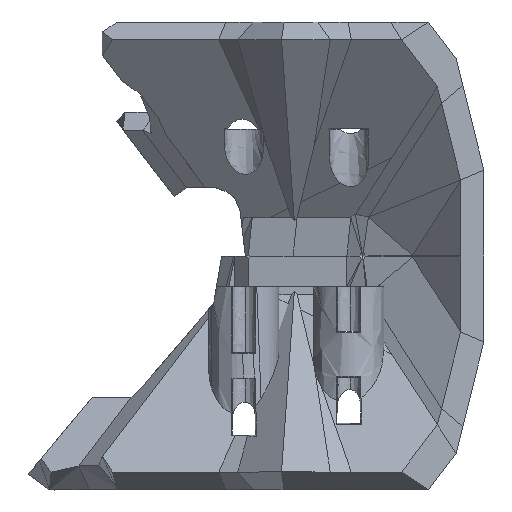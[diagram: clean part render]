
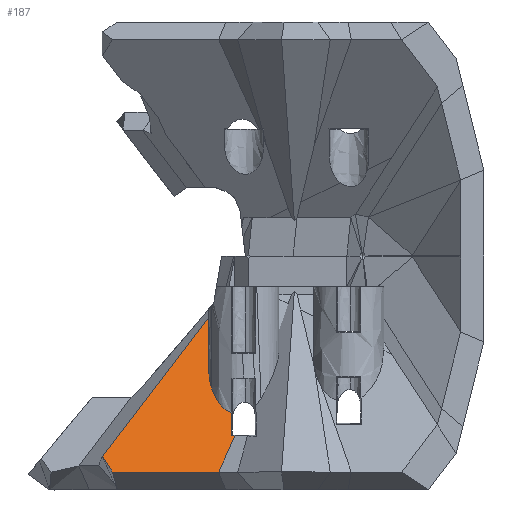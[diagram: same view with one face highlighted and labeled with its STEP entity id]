
A CAD part, top view. The second image highlights one B-rep face of the part: STEP entity #187.
In plain terms, the highlighted planar face has unit normal (-0.068, 0.577, 0.814).
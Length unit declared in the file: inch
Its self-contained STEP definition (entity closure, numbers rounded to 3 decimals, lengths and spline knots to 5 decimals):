
#187=ADVANCED_FACE('',(#445),#3984,.T.);
#445=FACE_OUTER_BOUND('',#704,.T.);
#704=EDGE_LOOP('',(#1677,#1678,#1679,#1680,#1681,#1682,#1683,#1684,#1685));
#1677=ORIENTED_EDGE('',*,*,#2648,.F.);
#1678=ORIENTED_EDGE('',*,*,#2567,.F.);
#1679=ORIENTED_EDGE('',*,*,#2645,.T.);
#1680=ORIENTED_EDGE('',*,*,#2647,.T.);
#1681=ORIENTED_EDGE('',*,*,#2306,.T.);
#1682=ORIENTED_EDGE('',*,*,#2308,.F.);
#1683=ORIENTED_EDGE('',*,*,#2646,.T.);
#1684=ORIENTED_EDGE('',*,*,#2205,.T.);
#1685=ORIENTED_EDGE('',*,*,#2182,.T.);
#2182=EDGE_CURVE('',#3546,#3545,#2902,.T.);
#2205=EDGE_CURVE('',#3565,#3546,#2924,.T.);
#2306=EDGE_CURVE('',#3630,#3631,#3022,.T.);
#2308=EDGE_CURVE('',#3632,#3631,#3024,.T.);
#2567=EDGE_CURVE('',#3811,#3809,#2866,.T.);
#2645=EDGE_CURVE('',#3811,#3844,#3343,.T.);
#2646=EDGE_CURVE('',#3632,#3565,#3344,.T.);
#2647=EDGE_CURVE('',#3844,#3630,#3345,.T.);
#2648=EDGE_CURVE('',#3809,#3545,#2873,.T.);
#2866=(
BOUNDED_CURVE()
B_SPLINE_CURVE(3,(#9412,#9413,#9414,#9415,#9416,#9417,#9418),
 .UNSPECIFIED.,.F.,.F.)
B_SPLINE_CURVE_WITH_KNOTS((4,3,4),(-0.47031,-0.42272,
-0.42127),.UNSPECIFIED.)
CURVE()
GEOMETRIC_REPRESENTATION_ITEM()
RATIONAL_B_SPLINE_CURVE((1.,1.,1.,1.,1.,1.,1.))
REPRESENTATION_ITEM('')
);
#2873=(
BOUNDED_CURVE()
B_SPLINE_CURVE(3,(#9720,#9721,#9722,#9723,#9724,#9725),.UNSPECIFIED.,.F.,
 .F.)
B_SPLINE_CURVE_WITH_KNOTS((4,2,4),(-0.42127,-0.35763,
-0.34149),.UNSPECIFIED.)
CURVE()
GEOMETRIC_REPRESENTATION_ITEM()
RATIONAL_B_SPLINE_CURVE((1.,1.,1.,1.,1.,1.))
REPRESENTATION_ITEM('')
);
#2902=B_SPLINE_CURVE_WITH_KNOTS('',3,(#7428,#7429,#7430,#7431),
 .UNSPECIFIED.,.F.,.F.,(4,4),(0.35803,0.41514),
 .UNSPECIFIED.);
#2924=B_SPLINE_CURVE_WITH_KNOTS('',3,(#7640,#7641,#7642,#7643),
 .UNSPECIFIED.,.F.,.F.,(4,4),(-0.00755,0.),.UNSPECIFIED.);
#3022=B_SPLINE_CURVE_WITH_KNOTS('',1,(#8377,#8378),.UNSPECIFIED.,.F.,.F.,
(2,2),(-0.82692,-0.78147),.UNSPECIFIED.);
#3024=B_SPLINE_CURVE_WITH_KNOTS('',1,(#8381,#8382),.UNSPECIFIED.,.F.,.F.,
(2,2),(0.55981,0.78147),.UNSPECIFIED.);
#3343=B_SPLINE_CURVE_WITH_KNOTS('',3,(#9696,#9697,#9698,#9699,#9700,#9701,
#9702),.UNSPECIFIED.,.F.,.F.,(4,3,4),(0.,0.00062,0.13074),
 .UNSPECIFIED.);
#3344=B_SPLINE_CURVE_WITH_KNOTS('',3,(#9703,#9704,#9705,#9706,#9707,#9708,
#9709),.UNSPECIFIED.,.F.,.F.,(4,3,4),(-0.00398,0.,0.09107),
 .UNSPECIFIED.);
#3345=B_SPLINE_CURVE_WITH_KNOTS('',3,(#9710,#9711,#9712,#9713,#9714,#9715,
#9716,#9717,#9718,#9719),.UNSPECIFIED.,.F.,.F.,(4,3,3,4),(0.02959,
0.12312,0.2675,0.44831),.UNSPECIFIED.);
#3545=VERTEX_POINT('',#6810);
#3546=VERTEX_POINT('',#6811);
#3565=VERTEX_POINT('',#6830);
#3630=VERTEX_POINT('',#6895);
#3631=VERTEX_POINT('',#6896);
#3632=VERTEX_POINT('',#6897);
#3809=VERTEX_POINT('',#7074);
#3811=VERTEX_POINT('',#7076);
#3844=VERTEX_POINT('',#7109);
#3984=PLANE('',#4245);
#4245=AXIS2_PLACEMENT_3D('',#4875,#4311,$);
#4311=DIRECTION('',(-0.068,0.577,0.814));
#4875=CARTESIAN_POINT('',(-1.61624,26.11538,0.94115));
#6810=CARTESIAN_POINT('',(-1.32823,26.23583,0.87991));
#6811=CARTESIAN_POINT('',(-1.32881,26.18923,0.91292));
#6830=CARTESIAN_POINT('',(-1.32128,26.18922,0.91356));
#6895=CARTESIAN_POINT('',(-1.59169,26.14752,0.9204));
#6896=CARTESIAN_POINT('',(-1.57094,26.11538,0.94495));
#6897=CARTESIAN_POINT('',(-1.35486,26.11539,0.96312));
#7074=CARTESIAN_POINT('',(-1.36957,26.28696,0.84015));
#7076=CARTESIAN_POINT('',(-1.37497,26.32473,0.8129));
#7109=CARTESIAN_POINT('',(-1.37492,26.43135,0.73726));
#7428=CARTESIAN_POINT('',(-1.32881,26.18923,0.91292));
#7429=CARTESIAN_POINT('',(-1.32862,26.20477,0.90191));
#7430=CARTESIAN_POINT('',(-1.32843,26.2203,0.89091));
#7431=CARTESIAN_POINT('',(-1.32823,26.23583,0.87991));
#7640=CARTESIAN_POINT('',(-1.32128,26.18922,0.91356));
#7641=CARTESIAN_POINT('',(-1.32379,26.18923,0.91335));
#7642=CARTESIAN_POINT('',(-1.3263,26.18923,0.91313));
#7643=CARTESIAN_POINT('',(-1.32881,26.18923,0.91292));
#8377=CARTESIAN_POINT('',(-1.59169,26.14752,0.9204));
#8378=CARTESIAN_POINT('',(-1.57094,26.11538,0.94495));
#8381=CARTESIAN_POINT('',(-1.35486,26.11539,0.96312));
#8382=CARTESIAN_POINT('',(-1.57094,26.11538,0.94495));
#9412=CARTESIAN_POINT('',(-1.37497,26.32473,0.8129));
#9413=CARTESIAN_POINT('',(-1.37497,26.31221,0.82178));
#9414=CARTESIAN_POINT('',(-1.37332,26.29976,0.83076));
#9415=CARTESIAN_POINT('',(-1.36989,26.28804,0.83936));
#9416=CARTESIAN_POINT('',(-1.36978,26.28768,0.83962));
#9417=CARTESIAN_POINT('',(-1.36968,26.28732,0.83989));
#9418=CARTESIAN_POINT('',(-1.36957,26.28696,0.84015));
#9696=CARTESIAN_POINT('',(-1.37497,26.32473,0.8129));
#9697=CARTESIAN_POINT('',(-1.37497,26.32489,0.81278));
#9698=CARTESIAN_POINT('',(-1.37497,26.32506,0.81266));
#9699=CARTESIAN_POINT('',(-1.37497,26.32523,0.81254));
#9700=CARTESIAN_POINT('',(-1.3749,26.36061,0.78745));
#9701=CARTESIAN_POINT('',(-1.3749,26.39598,0.76235));
#9702=CARTESIAN_POINT('',(-1.37492,26.43135,0.73726));
#9703=CARTESIAN_POINT('',(-1.35486,26.11539,0.96312));
#9704=CARTESIAN_POINT('',(-1.35439,26.11642,0.96243));
#9705=CARTESIAN_POINT('',(-1.35392,26.11745,0.96174));
#9706=CARTESIAN_POINT('',(-1.35345,26.11848,0.96104));
#9707=CARTESIAN_POINT('',(-1.34273,26.14206,0.94522));
#9708=CARTESIAN_POINT('',(-1.332,26.16564,0.92939));
#9709=CARTESIAN_POINT('',(-1.32128,26.18922,0.91356));
#9710=CARTESIAN_POINT('',(-1.37492,26.43135,0.73726));
#9711=CARTESIAN_POINT('',(-1.39106,26.41022,0.75089));
#9712=CARTESIAN_POINT('',(-1.4072,26.38909,0.76453));
#9713=CARTESIAN_POINT('',(-1.42334,26.36795,0.77816));
#9714=CARTESIAN_POINT('',(-1.44825,26.33533,0.79921));
#9715=CARTESIAN_POINT('',(-1.47317,26.30271,0.82026));
#9716=CARTESIAN_POINT('',(-1.49808,26.27009,0.84132));
#9717=CARTESIAN_POINT('',(-1.52928,26.22923,0.86768));
#9718=CARTESIAN_POINT('',(-1.56048,26.18838,0.89404));
#9719=CARTESIAN_POINT('',(-1.59169,26.14752,0.9204));
#9720=CARTESIAN_POINT('',(-1.36957,26.28696,0.84015));
#9721=CARTESIAN_POINT('',(-1.36474,26.27108,0.85183));
#9722=CARTESIAN_POINT('',(-1.3557,26.25396,0.86474));
#9723=CARTESIAN_POINT('',(-1.33697,26.24007,0.87617));
#9724=CARTESIAN_POINT('',(-1.33278,26.23765,0.87823));
#9725=CARTESIAN_POINT('',(-1.32823,26.23583,0.87991));
